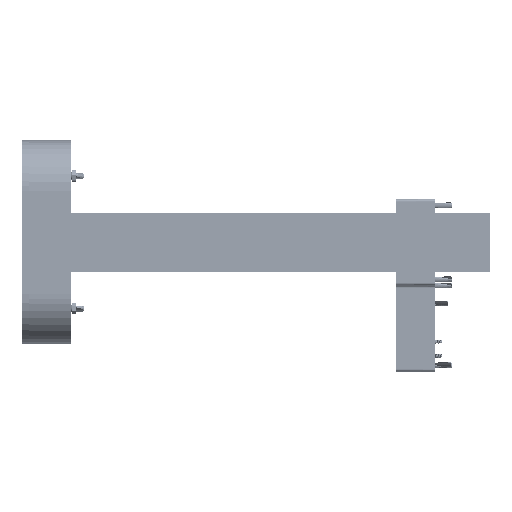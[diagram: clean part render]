
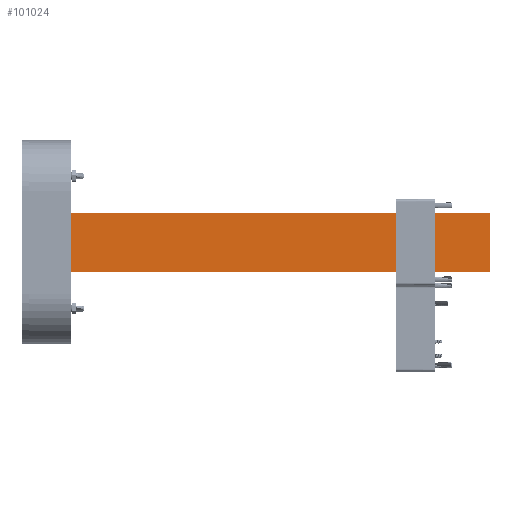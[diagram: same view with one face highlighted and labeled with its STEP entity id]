
A CAD part, left-side view. The second image highlights one B-rep face of the part: STEP entity #101024.
In plain terms, the highlighted free-form (B-spline) face has degree [1, 1] with [2, 2] control points.
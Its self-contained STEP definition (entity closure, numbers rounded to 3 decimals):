
#100966 = VERTEX_POINT('',#100967);
#100967 = CARTESIAN_POINT('',(-81.538,913.142,
    826.996));
#100972 = EDGE_CURVE('',#100966,#100973,#100975,.T.);
#100973 = VERTEX_POINT('',#100974);
#100974 = CARTESIAN_POINT('',(-81.538,913.142,
    875.113));
#100975 = B_SPLINE_CURVE_WITH_KNOTS('',1,(#100976,#100977),
  .UNSPECIFIED.,.F.,.F.,(2,2),(0.,48.),.PIECEWISE_BEZIER_KNOTS.);
#100976 = CARTESIAN_POINT('',(-81.538,913.142,
    826.996));
#100977 = CARTESIAN_POINT('',(-81.538,913.142,
    875.113));
#101024 = ADVANCED_FACE('',(#101025),#101047,.T.);
#101025 = FACE_BOUND('',#101026,.T.);
#101026 = EDGE_LOOP('',(#101027,#101034,#101035,#101042));
#101027 = ORIENTED_EDGE('',*,*,#101028,.F.);
#101028 = EDGE_CURVE('',#100973,#101029,#101031,.T.);
#101029 = VERTEX_POINT('',#101030);
#101030 = CARTESIAN_POINT('',(-81.538,572.316,
    875.113));
#101031 = B_SPLINE_CURVE_WITH_KNOTS('',1,(#101032,#101033),
  .UNSPECIFIED.,.F.,.F.,(2,2),(0.,340.),.PIECEWISE_BEZIER_KNOTS.);
#101032 = CARTESIAN_POINT('',(-81.538,913.142,
    875.113));
#101033 = CARTESIAN_POINT('',(-81.538,572.316,
    875.113));
#101034 = ORIENTED_EDGE('',*,*,#100972,.F.);
#101035 = ORIENTED_EDGE('',*,*,#101036,.T.);
#101036 = EDGE_CURVE('',#100966,#101037,#101039,.T.);
#101037 = VERTEX_POINT('',#101038);
#101038 = CARTESIAN_POINT('',(-81.538,572.316,
    826.996));
#101039 = B_SPLINE_CURVE_WITH_KNOTS('',1,(#101040,#101041),
  .UNSPECIFIED.,.F.,.F.,(2,2),(0.,340.),.PIECEWISE_BEZIER_KNOTS.);
#101040 = CARTESIAN_POINT('',(-81.538,913.142,
    826.996));
#101041 = CARTESIAN_POINT('',(-81.538,572.316,
    826.996));
#101042 = ORIENTED_EDGE('',*,*,#101043,.F.);
#101043 = EDGE_CURVE('',#101029,#101037,#101044,.T.);
#101044 = B_SPLINE_CURVE_WITH_KNOTS('',1,(#101045,#101046),
  .UNSPECIFIED.,.F.,.F.,(2,2),(0.,48.),.PIECEWISE_BEZIER_KNOTS.);
#101045 = CARTESIAN_POINT('',(-81.538,572.316,
    875.113));
#101046 = CARTESIAN_POINT('',(-81.538,572.316,
    826.996));
#101047 = B_SPLINE_SURFACE_WITH_KNOTS('',1,1,(
    (#101048,#101049)
    ,(#101050,#101051
  )),.UNSPECIFIED.,.F.,.F.,.F.,(2,2),(2,2),(-48.,0.),(0.,340.),
  .PIECEWISE_BEZIER_KNOTS.);
#101048 = CARTESIAN_POINT('',(-81.538,913.142,
    875.113));
#101049 = CARTESIAN_POINT('',(-81.538,572.316,
    875.113));
#101050 = CARTESIAN_POINT('',(-81.538,913.142,
    826.996));
#101051 = CARTESIAN_POINT('',(-81.538,572.316,
    826.996));
